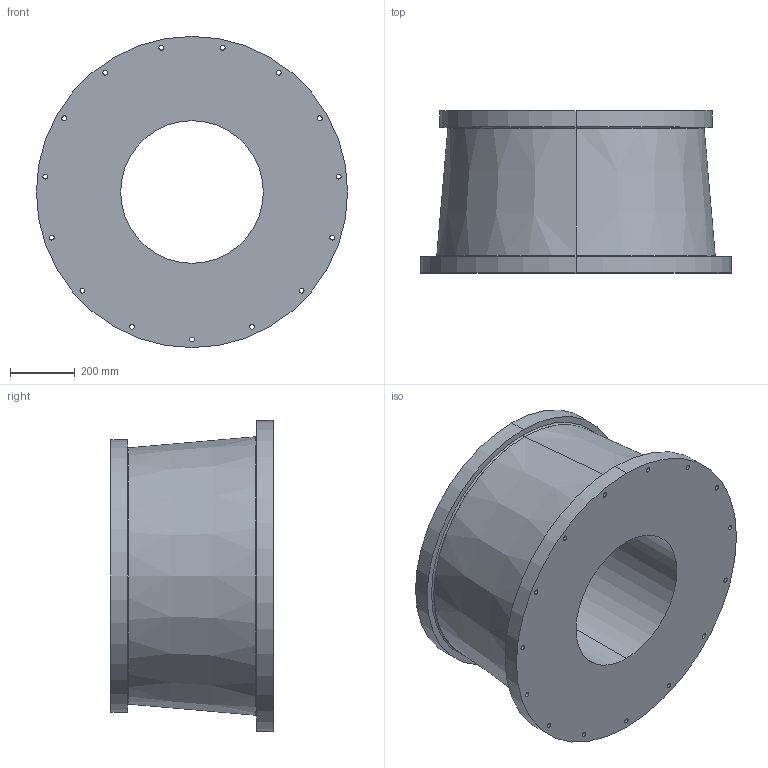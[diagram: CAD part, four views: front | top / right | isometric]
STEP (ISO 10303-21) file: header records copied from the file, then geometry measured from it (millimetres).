
FILE_DESCRIPTION (( 'STEP AP203' ), '1' );
FILE_NAME ('base_link_Default_sldprt.STEP', '2020-05-22T16:21:02', ( '' ), ( '' ), 'SwSTEP 2.0', 'SolidWorks 2018', '' );
FILE_SCHEMA (( 'CONFIG_CONTROL_DESIGN' ));
Length unit declared in the file: millimetre
Products named in the file (1): base_link_Default_sldprt
Bounding box: 959.99 x 500 x 959.99 mm (x, y, z)
Volume: 189388703.9 mm3; surface area: 3255539.7 mm2
Topology: 1 solids, 1 shells, 62 faces, 154 edges, 98 vertices
Faces by surface type: cylinder 40, torus 14, plane 6, cone 2
Entity records: 2039 total; most frequent: DIRECTION 392, CARTESIAN_POINT 315, ORIENTED_EDGE 308, AXIS2_PLACEMENT_3D 175, EDGE_CURVE 154, CIRCLE 112, EDGE_LOOP 98, VERTEX_POINT 98
